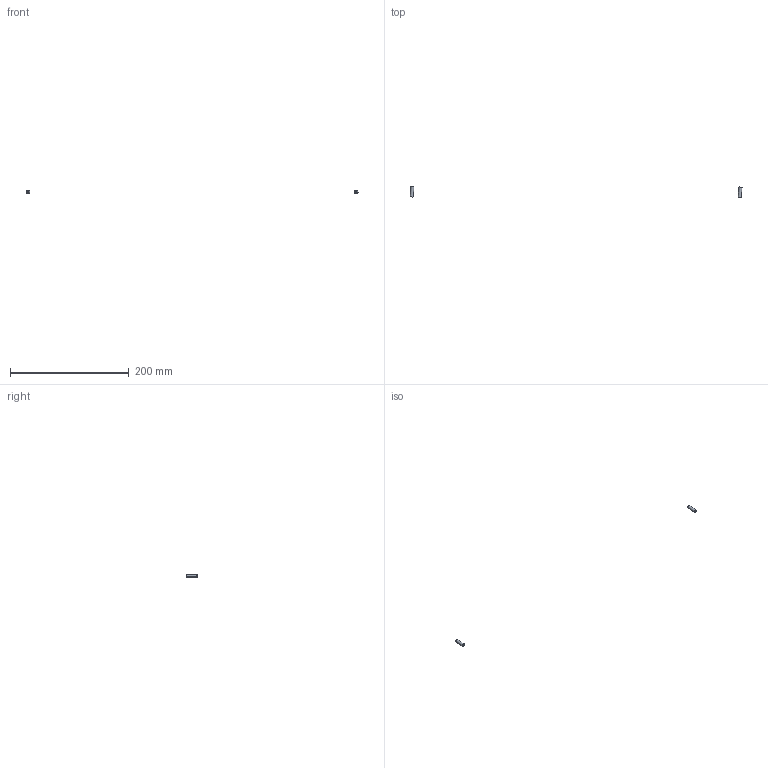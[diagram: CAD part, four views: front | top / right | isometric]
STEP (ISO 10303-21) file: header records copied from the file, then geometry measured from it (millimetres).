
FILE_DESCRIPTION(('Open CASCADE Model'),'2;1');
FILE_NAME('Open CASCADE Shape Model','2021-02-26T17:07:27',('Author'),( 'Open CASCADE'),'Open CASCADE STEP processor 7.4','Open CASCADE 7.4' ,'Unknown');
FILE_SCHEMA(('CONFIG_CONTROL_DESIGN'));
Length unit declared in the file: millimetre
Products named in the file (3): Open CASCADE STEP translator 7.4 596; Open CASCADE STEP translator 7.4 596.1; Open CASCADE STEP translator 7.4 596.2
Assembly tree (2 placements, depth 2):
  Open CASCADE STEP translator 7.4 596
    Open CASCADE STEP translator 7.4 596.1
    Open CASCADE STEP translator 7.4 596.2
Bounding box: 559.13 x 18.14 x 5 mm (x, y, z)
Surface area: 555.7 mm2 (no closed solid volume)
Topology: 0 solids, 2 shells, 6 faces, 20 edges, 16 vertices
Faces by surface type: cylinder 4, plane 2
Entity records: 560 total; most frequent: CARTESIAN_POINT 145, DIRECTION 56, ORIENTED_EDGE 28, PCURVE 28, DEFINITIONAL_REPRESENTATION 28, EDGE_CURVE 20, SURFACE_CURVE 20, AXIS2_PLACEMENT_3D 17
